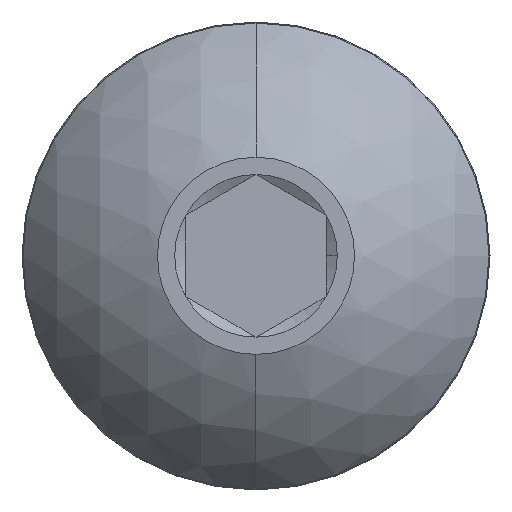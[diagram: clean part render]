
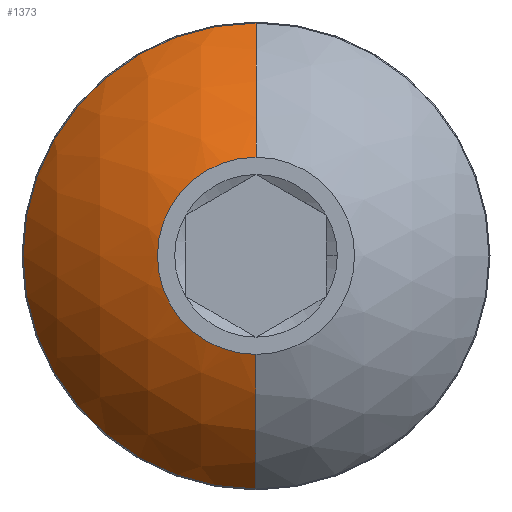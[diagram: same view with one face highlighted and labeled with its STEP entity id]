
A CAD part, top view. The second image highlights one B-rep face of the part: STEP entity #1373.
In plain terms, the highlighted spherical face has radius 4.686 mm.
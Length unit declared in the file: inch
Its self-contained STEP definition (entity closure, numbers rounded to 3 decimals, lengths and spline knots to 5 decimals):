
#128 = EDGE_CURVE ( 'NONE', #4888, #5872, #3868, .T. ) ;
#153 = ORIENTED_EDGE ( 'NONE', *, *, #4511, .T. ) ;
#220 = CARTESIAN_POINT ( 'NONE',  ( 0., -0.06563, 0.4185 ) ) ;
#249 = CARTESIAN_POINT ( 'NONE',  ( 0., 0., 0.2461 ) ) ;
#475 = CARTESIAN_POINT ( 'NONE',  ( 0., 0., 0.2461 ) ) ;
#488 = CIRCLE ( 'NONE', #1040, 0.18447 ) ;
#664 = CARTESIAN_POINT ( 'NONE',  ( 0., 0., 0.4185 ) ) ;
#1020 = EDGE_CURVE ( 'NONE', #1320, #3127, #488, .T. ) ;
#1040 = AXIS2_PLACEMENT_3D ( 'NONE', #475, #2424, #5724 ) ;
#1223 = CARTESIAN_POINT ( 'NONE',  ( 0., 0., 0.34599 ) ) ;
#1241 = DIRECTION ( 'NONE',  ( 0., 0., 1. ) ) ;
#1320 = VERTEX_POINT ( 'NONE', #1977 ) ;
#1373 = ADVANCED_FACE ( 'NONE', ( #5700 ), #6071, .T. ) ;
#1603 = CARTESIAN_POINT ( 'NONE',  ( 0., -0.15508, 0.34599 ) ) ;
#1836 = EDGE_CURVE ( 'NONE', #1320, #4888, #3256, .T. ) ;
#1889 = CARTESIAN_POINT ( 'NONE',  ( 0., 0.06563, 0.4185 ) ) ;
#1977 = CARTESIAN_POINT ( 'NONE',  ( 0., 0.15508, 0.34599 ) ) ;
#2008 = AXIS2_PLACEMENT_3D ( 'NONE', #2057, #3959, #5850 ) ;
#2016 = ORIENTED_EDGE ( 'NONE', *, *, #128, .T. ) ;
#2028 = DIRECTION ( 'NONE',  ( 1., 0., 0. ) ) ;
#2057 = CARTESIAN_POINT ( 'NONE',  ( 0., 0., 0.34599 ) ) ;
#2229 = CIRCLE ( 'NONE', #3267, 0.06563 ) ;
#2424 = DIRECTION ( 'NONE',  ( 1., 0., 0. ) ) ;
#2460 = DIRECTION ( 'NONE',  ( -1., 0., 0. ) ) ;
#2483 = DIRECTION ( 'NONE',  ( 0., 1., 0. ) ) ;
#3127 = VERTEX_POINT ( 'NONE', #1889 ) ;
#3225 = VERTEX_POINT ( 'NONE', #220 ) ;
#3256 = CIRCLE ( 'NONE', #4522, 0.15508 ) ;
#3267 = AXIS2_PLACEMENT_3D ( 'NONE', #664, #5327, #2028 ) ;
#3754 = ORIENTED_EDGE ( 'NONE', *, *, #1020, .F. ) ;
#3756 = CARTESIAN_POINT ( 'NONE',  ( -0.15508, 0., 0.34599 ) ) ;
#3857 = CARTESIAN_POINT ( 'NONE',  ( 0., 0., 0.2461 ) ) ;
#3868 = CIRCLE ( 'NONE', #2008, 0.15508 ) ;
#3959 = DIRECTION ( 'NONE',  ( 0., 0., 1. ) ) ;
#3978 = DIRECTION ( 'NONE',  ( 0., -1., 0. ) ) ;
#4126 = EDGE_LOOP ( 'NONE', ( #5120, #2016, #153, #4176, #3754 ) ) ;
#4176 = ORIENTED_EDGE ( 'NONE', *, *, #5957, .F. ) ;
#4511 = EDGE_CURVE ( 'NONE', #5872, #3225, #5043, .T. ) ;
#4522 = AXIS2_PLACEMENT_3D ( 'NONE', #1223, #1241, #4586 ) ;
#4586 = DIRECTION ( 'NONE',  ( -1., 0., 0. ) ) ;
#4882 = AXIS2_PLACEMENT_3D ( 'NONE', #249, #5930, #3978 ) ;
#4888 = VERTEX_POINT ( 'NONE', #3756 ) ;
#5018 = AXIS2_PLACEMENT_3D ( 'NONE', #3857, #2460, #2483 ) ;
#5043 = CIRCLE ( 'NONE', #4882, 0.18447 ) ;
#5120 = ORIENTED_EDGE ( 'NONE', *, *, #1836, .T. ) ;
#5327 = DIRECTION ( 'NONE',  ( 0., 0., 1. ) ) ;
#5700 = FACE_OUTER_BOUND ( 'NONE', #4126, .T. ) ;
#5724 = DIRECTION ( 'NONE',  ( 0., 0., -1. ) ) ;
#5850 = DIRECTION ( 'NONE',  ( -1., 0., 0. ) ) ;
#5872 = VERTEX_POINT ( 'NONE', #1603 ) ;
#5930 = DIRECTION ( 'NONE',  ( -1., 0., 0. ) ) ;
#5957 = EDGE_CURVE ( 'NONE', #3127, #3225, #2229, .T. ) ;
#6071 = SPHERICAL_SURFACE ( 'NONE', #5018, 0.18447 ) ;
